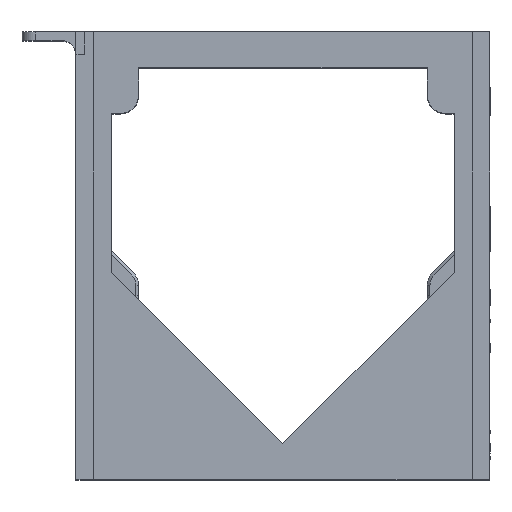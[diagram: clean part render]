
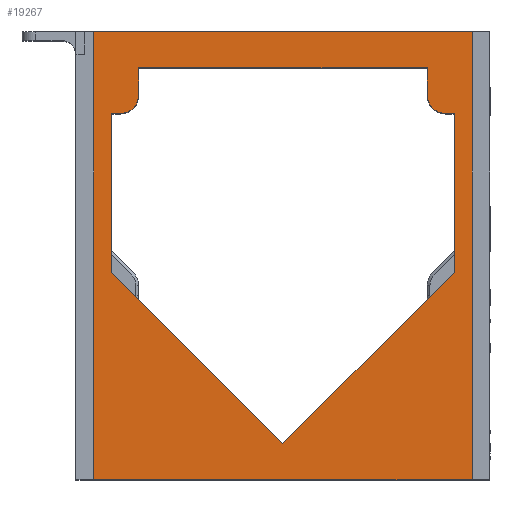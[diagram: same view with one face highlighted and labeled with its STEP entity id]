
A CAD part, top view. The second image highlights one B-rep face of the part: STEP entity #19267.
In plain terms, the highlighted planar face has unit normal (0, 0, 1).
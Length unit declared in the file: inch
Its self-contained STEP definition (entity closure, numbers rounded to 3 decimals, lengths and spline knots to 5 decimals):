
#104=FACE_BOUND('',#3659,.T.);
#1152=CIRCLE('',#20967,0.2);
#1153=CIRCLE('',#20972,0.2);
#2473=FACE_OUTER_BOUND('',#3658,.T.);
#3658=EDGE_LOOP('',(#17212,#17213,#17214,#17215));
#3659=EDGE_LOOP('',(#17216,#17217,#17218,#17219,#17220,#17221,#17222,#17223,
#17224,#17225,#17226));
#5512=LINE('',#33496,#7448);
#5521=LINE('',#33515,#7457);
#5525=LINE('',#33522,#7461);
#5533=LINE('',#33542,#7469);
#5535=LINE('',#33547,#7471);
#5543=LINE('',#33564,#7479);
#5548=LINE('',#33574,#7484);
#5549=LINE('',#33575,#7485);
#5550=LINE('',#33576,#7486);
#5551=LINE('',#33578,#7487);
#5552=LINE('',#33579,#7488);
#5553=LINE('',#33581,#7489);
#5554=LINE('',#33584,#7490);
#7448=VECTOR('',#26030,0.3937);
#7457=VECTOR('',#26041,0.3937);
#7461=VECTOR('',#26047,0.3937);
#7469=VECTOR('',#26063,0.3937);
#7471=VECTOR('',#26067,0.3937);
#7479=VECTOR('',#26077,0.3937);
#7484=VECTOR('',#26084,0.3937);
#7485=VECTOR('',#26085,0.3937);
#7486=VECTOR('',#26086,0.3937);
#7487=VECTOR('',#26087,0.3937);
#7488=VECTOR('',#26088,0.3937);
#7489=VECTOR('',#26089,0.3937);
#7490=VECTOR('',#26092,0.3937);
#9152=VERTEX_POINT('',#33493);
#9153=VERTEX_POINT('',#33495);
#9161=VERTEX_POINT('',#33512);
#9162=VERTEX_POINT('',#33514);
#9164=VERTEX_POINT('',#33520);
#9165=VERTEX_POINT('',#33527);
#9172=VERTEX_POINT('',#33540);
#9174=VERTEX_POINT('',#33545);
#9181=VERTEX_POINT('',#33561);
#9182=VERTEX_POINT('',#33563);
#9185=VERTEX_POINT('',#33572);
#9186=VERTEX_POINT('',#33573);
#9187=VERTEX_POINT('',#33577);
#9188=VERTEX_POINT('',#33580);
#9189=VERTEX_POINT('',#33582);
#11847=EDGE_CURVE('',#9153,#9152,#5512,.T.);
#11856=EDGE_CURVE('',#9161,#9162,#5521,.T.);
#11860=EDGE_CURVE('',#9164,#9152,#5525,.T.);
#11862=EDGE_CURVE('',#9162,#9164,#1152,.T.);
#11870=EDGE_CURVE('',#9172,#9165,#5533,.T.);
#11872=EDGE_CURVE('',#9161,#9174,#5535,.T.);
#11880=EDGE_CURVE('',#9182,#9181,#5543,.T.);
#11885=EDGE_CURVE('',#9185,#9186,#5548,.T.);
#11886=EDGE_CURVE('',#9182,#9186,#5549,.T.);
#11887=EDGE_CURVE('',#9185,#9181,#5550,.T.);
#11888=EDGE_CURVE('',#9174,#9187,#5551,.T.);
#11889=EDGE_CURVE('',#9165,#9187,#5552,.T.);
#11890=EDGE_CURVE('',#9172,#9188,#5553,.T.);
#11891=EDGE_CURVE('',#9188,#9189,#1153,.T.);
#11892=EDGE_CURVE('',#9189,#9153,#5554,.T.);
#17212=ORIENTED_EDGE('',*,*,#11885,.T.);
#17213=ORIENTED_EDGE('',*,*,#11886,.F.);
#17214=ORIENTED_EDGE('',*,*,#11880,.T.);
#17215=ORIENTED_EDGE('',*,*,#11887,.F.);
#17216=ORIENTED_EDGE('',*,*,#11862,.F.);
#17217=ORIENTED_EDGE('',*,*,#11856,.F.);
#17218=ORIENTED_EDGE('',*,*,#11872,.T.);
#17219=ORIENTED_EDGE('',*,*,#11888,.T.);
#17220=ORIENTED_EDGE('',*,*,#11889,.F.);
#17221=ORIENTED_EDGE('',*,*,#11870,.F.);
#17222=ORIENTED_EDGE('',*,*,#11890,.T.);
#17223=ORIENTED_EDGE('',*,*,#11891,.T.);
#17224=ORIENTED_EDGE('',*,*,#11892,.T.);
#17225=ORIENTED_EDGE('',*,*,#11847,.T.);
#17226=ORIENTED_EDGE('',*,*,#11860,.F.);
#18151=PLANE('',#20971);
#19267=ADVANCED_FACE('',(#2473,#104),#18151,.T.);
#20967=AXIS2_PLACEMENT_3D('',#33525,#26052,#26053);
#20971=AXIS2_PLACEMENT_3D('',#33571,#26082,#26083);
#20972=AXIS2_PLACEMENT_3D('',#33583,#26090,#26091);
#26030=DIRECTION('',(1.,0.,0.));
#26041=DIRECTION('',(-1.,0.,0.));
#26047=DIRECTION('',(0.,1.,0.));
#26052=DIRECTION('center_axis',(0.,0.,-1.));
#26053=DIRECTION('ref_axis',(-0.707,-0.707,0.));
#26063=DIRECTION('',(0.,-1.,0.));
#26067=DIRECTION('',(0.,-1.,0.));
#26077=DIRECTION('',(0.,1.,0.));
#26082=DIRECTION('center_axis',(0.,0.,1.));
#26083=DIRECTION('ref_axis',(0.,1.,0.));
#26084=DIRECTION('',(0.,-1.,0.));
#26085=DIRECTION('',(-1.,0.,0.));
#26086=DIRECTION('',(1.,0.,0.));
#26087=DIRECTION('',(-0.707,-0.707,0.));
#26088=DIRECTION('',(0.707,-0.707,0.));
#26089=DIRECTION('',(1.,0.,0.));
#26090=DIRECTION('center_axis',(0.,0.,1.));
#26091=DIRECTION('ref_axis',(0.707,-0.707,0.));
#26092=DIRECTION('',(0.,1.,0.));
#33493=CARTESIAN_POINT('',(14.7099,5.12058,8.7079));
#33495=CARTESIAN_POINT('',(11.48906,5.12058,8.7079));
#33496=CARTESIAN_POINT('',(13.41046,5.12058,8.7079));
#33512=CARTESIAN_POINT('',(15.00948,4.61058,8.7079));
#33514=CARTESIAN_POINT('',(14.9099,4.61058,8.7079));
#33515=CARTESIAN_POINT('',(15.00948,4.61058,8.7079));
#33520=CARTESIAN_POINT('',(14.7099,4.81058,8.7079));
#33522=CARTESIAN_POINT('',(14.7099,5.38308,8.7079));
#33525=CARTESIAN_POINT('Origin',(14.9099,4.81058,8.7079));
#33527=CARTESIAN_POINT('',(11.18948,2.83658,8.7079));
#33540=CARTESIAN_POINT('',(11.18948,4.61058,8.7079));
#33542=CARTESIAN_POINT('',(11.18948,2.92658,8.7079));
#33545=CARTESIAN_POINT('',(15.00948,2.83658,8.7079));
#33547=CARTESIAN_POINT('',(15.00948,4.6907,8.7079));
#33561=CARTESIAN_POINT('',(15.20948,5.52058,8.7079));
#33563=CARTESIAN_POINT('',(15.20948,0.52658,8.7079));
#33564=CARTESIAN_POINT('',(15.20948,3.91698,8.7079));
#33571=CARTESIAN_POINT('Origin',(15.00948,4.81058,8.7079));
#33572=CARTESIAN_POINT('',(10.98948,5.52058,8.7079));
#33573=CARTESIAN_POINT('',(10.98948,0.52658,8.7079));
#33574=CARTESIAN_POINT('',(10.98948,3.91699,8.7079));
#33575=CARTESIAN_POINT('',(10.88948,0.52658,8.7079));
#33576=CARTESIAN_POINT('',(10.93948,5.52058,8.7079));
#33577=CARTESIAN_POINT('',(13.09948,0.92658,8.7079));
#33578=CARTESIAN_POINT('',(16.01725,3.84435,8.7079));
#33579=CARTESIAN_POINT('',(10.18171,3.84435,8.7079));
#33580=CARTESIAN_POINT('',(11.28906,4.61058,8.7079));
#33581=CARTESIAN_POINT('',(11.18948,4.61058,8.7079));
#33582=CARTESIAN_POINT('',(11.48906,4.81058,8.7079));
#33583=CARTESIAN_POINT('Origin',(11.28906,4.81058,8.7079));
#33584=CARTESIAN_POINT('',(11.48906,5.38308,8.7079));
